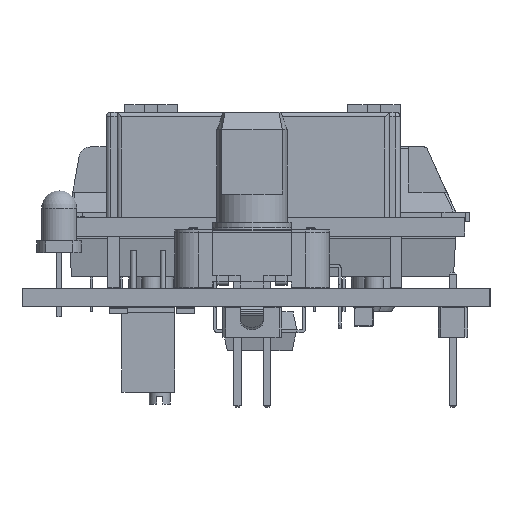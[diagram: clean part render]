
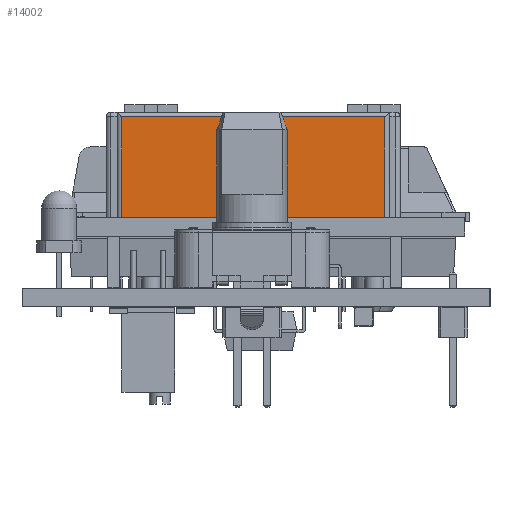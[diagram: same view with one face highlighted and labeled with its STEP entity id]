
A CAD part, left-side view. The second image highlights one B-rep face of the part: STEP entity #14002.
In plain terms, the highlighted planar face has unit normal (-1, 0, 0).
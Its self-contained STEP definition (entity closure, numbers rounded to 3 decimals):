
#12260 = VERTEX_POINT('',#12261);
#12261 = CARTESIAN_POINT('',(-4.,-4.2,6.));
#12268 = EDGE_CURVE('',#12269,#12260,#12271,.T.);
#12269 = VERTEX_POINT('',#12270);
#12270 = CARTESIAN_POINT('',(-4.,-26.7,6.));
#12271 = LINE('',#12272,#12273);
#12272 = CARTESIAN_POINT('',(-4.,-28.,6.));
#12273 = VECTOR('',#12274,1.);
#12274 = DIRECTION('',(0.,1.,0.));
#13983 = VERTEX_POINT('',#13984);
#13984 = CARTESIAN_POINT('',(-4.,-26.7,14.6));
#13991 = EDGE_CURVE('',#12269,#13983,#13992,.T.);
#13992 = LINE('',#13993,#13994);
#13993 = CARTESIAN_POINT('',(-4.,-26.7,6.));
#13994 = VECTOR('',#13995,1.);
#13995 = DIRECTION('',(0.,0.,1.));
#14002 = ADVANCED_FACE('',(#14003),#14021,.F.);
#14003 = FACE_BOUND('',#14004,.F.);
#14004 = EDGE_LOOP('',(#14005,#14006,#14014,#14020));
#14005 = ORIENTED_EDGE('',*,*,#12268,.T.);
#14006 = ORIENTED_EDGE('',*,*,#14007,.T.);
#14007 = EDGE_CURVE('',#12260,#14008,#14010,.T.);
#14008 = VERTEX_POINT('',#14009);
#14009 = CARTESIAN_POINT('',(-4.,-4.2,14.6));
#14010 = LINE('',#14011,#14012);
#14011 = CARTESIAN_POINT('',(-4.,-4.2,6.));
#14012 = VECTOR('',#14013,1.);
#14013 = DIRECTION('',(0.,0.,1.));
#14014 = ORIENTED_EDGE('',*,*,#14015,.F.);
#14015 = EDGE_CURVE('',#13983,#14008,#14016,.T.);
#14016 = LINE('',#14017,#14018);
#14017 = CARTESIAN_POINT('',(-4.,-27.1,14.6));
#14018 = VECTOR('',#14019,1.);
#14019 = DIRECTION('',(0.,1.,0.));
#14020 = ORIENTED_EDGE('',*,*,#13991,.F.);
#14021 = PLANE('',#14022);
#14022 = AXIS2_PLACEMENT_3D('',#14023,#14024,#14025);
#14023 = CARTESIAN_POINT('',(-4.,-28.,6.));
#14024 = DIRECTION('',(1.,0.,0.));
#14025 = DIRECTION('',(0.,0.,1.));
